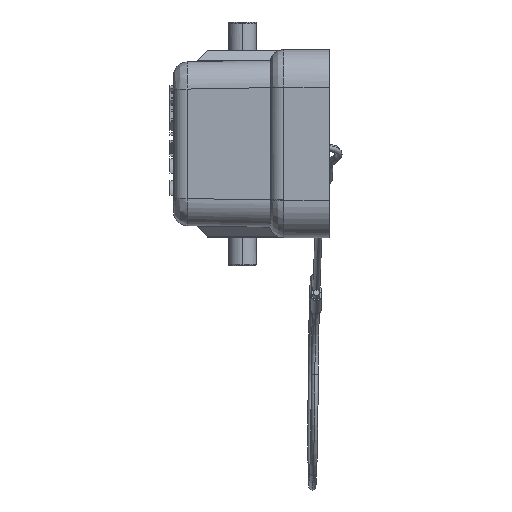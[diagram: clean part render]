
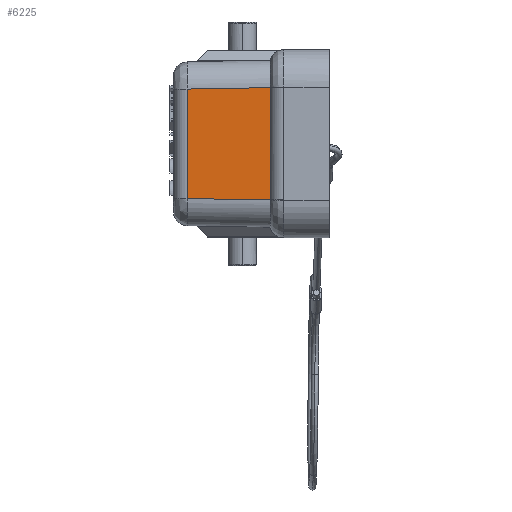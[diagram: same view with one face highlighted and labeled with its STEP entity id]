
A CAD part, left-side view. The second image highlights one B-rep face of the part: STEP entity #6225.
In plain terms, the highlighted planar face has unit normal (-1, 0.018, 0).
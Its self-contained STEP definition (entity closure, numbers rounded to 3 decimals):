
#1225=DIRECTION('',(0.,0.,-1.));
#1226=VECTOR('',#1225,16.145);
#1227=CARTESIAN_POINT('',(-11.972,1.6,8.073));
#1228=LINE('',#1227,#1226);
#1279=DIRECTION('',(-0.017,-1.,-0.017));
#1280=VECTOR('',#1279,11.939);
#1281=CARTESIAN_POINT('',(-11.764,13.535,
-7.864));
#1282=LINE('',#1281,#1280);
#1283=DIRECTION('',(0.017,1.,-0.017));
#1284=VECTOR('',#1283,11.939);
#1285=CARTESIAN_POINT('',(-11.972,1.6,8.073));
#1286=LINE('',#1285,#1284);
#1287=CARTESIAN_POINT('',(-11.764,13.535,
-7.864));
#1303=CARTESIAN_POINT('',(-11.972,1.6,
-8.073));
#1323=DIRECTION('',(0.,0.,1.));
#1324=VECTOR('',#1323,15.729);
#1325=CARTESIAN_POINT('',(-11.764,13.535,
-7.864));
#1326=LINE('',#1325,#1324);
#3050=VERTEX_POINT('',#1287);
#3085=VERTEX_POINT('',#1303);
#3326=CARTESIAN_POINT('',(-11.972,1.6,8.073));
#3327=CARTESIAN_POINT('',(-11.764,13.535,7.864));
#3328=VERTEX_POINT('',#3326);
#3329=VERTEX_POINT('',#3327);
#6212=CARTESIAN_POINT('',(-12.,0.,-13.448));
#6213=DIRECTION('',(-1.,0.017,0.));
#6214=DIRECTION('',(-0.017,-1.,0.));
#6215=AXIS2_PLACEMENT_3D('',#6212,#6213,#6214);
#6216=PLANE('',#6215);
#6218=ORIENTED_EDGE('',*,*,#6217,.F.);
#6220=ORIENTED_EDGE('',*,*,#6219,.T.);
#6221=ORIENTED_EDGE('',*,*,#6201,.F.);
#6222=ORIENTED_EDGE('',*,*,#6178,.T.);
#6223=EDGE_LOOP('',(#6218,#6220,#6221,#6222));
#6224=FACE_OUTER_BOUND('',#6223,.F.);
#6225=ADVANCED_FACE('',(#6224),#6216,.T.);
#6178=EDGE_CURVE('',#3328,#3085,#1228,.T.);
#6201=EDGE_CURVE('',#3328,#3329,#1286,.T.);
#6217=EDGE_CURVE('',#3050,#3085,#1282,.T.);
#6219=EDGE_CURVE('',#3050,#3329,#1326,.T.);
